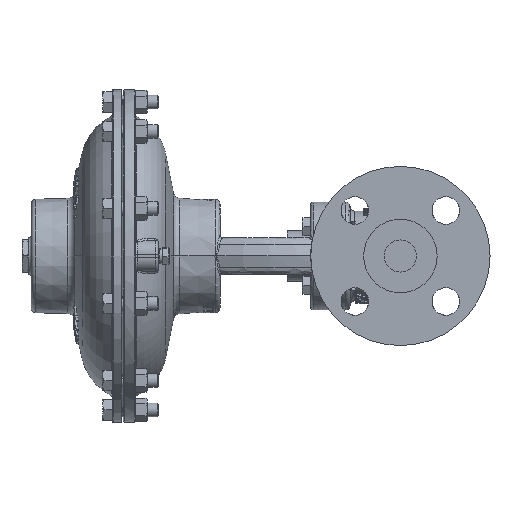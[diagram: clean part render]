
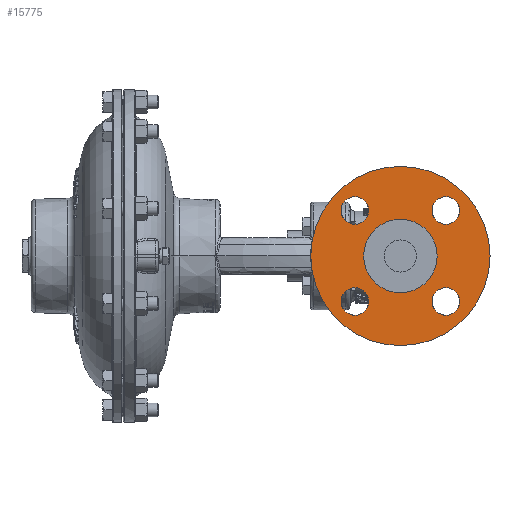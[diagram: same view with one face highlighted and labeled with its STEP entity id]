
A CAD part, left-side view. The second image highlights one B-rep face of the part: STEP entity #15775.
In plain terms, the highlighted planar face has unit normal (-1, 0, 0).
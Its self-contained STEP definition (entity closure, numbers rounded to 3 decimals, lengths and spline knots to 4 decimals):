
#2610 = VERTEX_POINT ( 'NONE', #61050 ) ;
#8535 = CARTESIAN_POINT ( 'NONE',  ( -3.875, -2.1894, -1.2374 ) ) ;
#15775 = ADVANCED_FACE ( 'NONE', ( #128977, #93655, #34002, #61955, #30267, #153068 ), #34275, .T. ) ;
#16011 = EDGE_CURVE ( 'NONE', #83386, #33020, #78747, .T. ) ;
#17623 = CIRCLE ( 'NONE', #114026, 0.375 ) ;
#17837 = CIRCLE ( 'NONE', #38040, 0.375 ) ;
#18103 = CARTESIAN_POINT ( 'NONE',  ( -3.875, -0.952, 0. ) ) ;
#20483 = DIRECTION ( 'NONE',  ( 0., 0., 1. ) ) ;
#20848 = CARTESIAN_POINT ( 'NONE',  ( -3.875, -0.952, 0. ) ) ;
#21149 = ORIENTED_EDGE ( 'NONE', *, *, #137853, .F. ) ;
#21935 = EDGE_CURVE ( 'NONE', #25415, #33412, #120752, .T. ) ;
#23448 = DIRECTION ( 'NONE',  ( -1., 0., 0. ) ) ;
#25415 = VERTEX_POINT ( 'NONE', #148733 ) ;
#25738 = ORIENTED_EDGE ( 'NONE', *, *, #93763, .T. ) ;
#28375 = VERTEX_POINT ( 'NONE', #105677 ) ;
#29116 = CARTESIAN_POINT ( 'NONE',  ( -3.875, -2.1894, 1.2374 ) ) ;
#29955 = DIRECTION ( 'NONE',  ( 0., 0., 1. ) ) ;
#30267 = FACE_BOUND ( 'NONE', #80979, .T. ) ;
#30556 = AXIS2_PLACEMENT_3D ( 'NONE', #50997, #134188, #62981 ) ;
#31589 = AXIS2_PLACEMENT_3D ( 'NONE', #29116, #112392, #41072 ) ;
#32625 = VERTEX_POINT ( 'NONE', #103466 ) ;
#32736 = DIRECTION ( 'NONE',  ( 0., 0., 1. ) ) ;
#33020 = VERTEX_POINT ( 'NONE', #50735 ) ;
#33412 = VERTEX_POINT ( 'NONE', #79379 ) ;
#33666 = CARTESIAN_POINT ( 'NONE',  ( -3.875, 0.2854, 1.6124 ) ) ;
#33916 = VERTEX_POINT ( 'NONE', #33666 ) ;
#34002 = FACE_BOUND ( 'NONE', #86616, .T. ) ;
#34275 = PLANE ( 'NONE',  #60360 ) ;
#34789 = DIRECTION ( 'NONE',  ( 0., 0., -1. ) ) ;
#37345 = DIRECTION ( 'NONE',  ( -1., 0., 0. ) ) ;
#38040 = AXIS2_PLACEMENT_3D ( 'NONE', #125059, #53837, #137019 ) ;
#38640 = AXIS2_PLACEMENT_3D ( 'NONE', #94766, #23448, #106724 ) ;
#41072 = DIRECTION ( 'NONE',  ( 0., 0., 1. ) ) ;
#44850 = CARTESIAN_POINT ( 'NONE',  ( -3.875, -2.1894, -1.2374 ) ) ;
#49850 = CIRCLE ( 'NONE', #86148, 2.4375 ) ;
#49893 = EDGE_CURVE ( 'NONE', #33916, #2610, #108960, .T. ) ;
#50735 = CARTESIAN_POINT ( 'NONE',  ( -3.875, -0.952, 1. ) ) ;
#50997 = CARTESIAN_POINT ( 'NONE',  ( -3.875, 0.2854, 1.2374 ) ) ;
#51537 = CARTESIAN_POINT ( 'NONE',  ( -3.875, 0.2854, -1.6124 ) ) ;
#52724 = VERTEX_POINT ( 'NONE', #154109 ) ;
#53837 = DIRECTION ( 'NONE',  ( -1., 0., 0. ) ) ;
#54397 = DIRECTION ( 'NONE',  ( -1., 0., 0. ) ) ;
#55939 = DIRECTION ( 'NONE',  ( -1., 0., 0. ) ) ;
#56506 = CIRCLE ( 'NONE', #58570, 0.375 ) ;
#56858 = DIRECTION ( 'NONE',  ( 0., 0., 1. ) ) ;
#58570 = AXIS2_PLACEMENT_3D ( 'NONE', #108715, #37345, #120619 ) ;
#60360 = AXIS2_PLACEMENT_3D ( 'NONE', #117563, #106160, #34789 ) ;
#61050 = CARTESIAN_POINT ( 'NONE',  ( -3.875, 0.2854, 0.8624 ) ) ;
#61955 = FACE_BOUND ( 'NONE', #73598, .T. ) ;
#62981 = DIRECTION ( 'NONE',  ( 0., 0., 1. ) ) ;
#65889 = ORIENTED_EDGE ( 'NONE', *, *, #83051, .T. ) ;
#66614 = DIRECTION ( 'NONE',  ( -1., 0., 0. ) ) ;
#67791 = CIRCLE ( 'NONE', #31589, 0.375 ) ;
#69380 = VERTEX_POINT ( 'NONE', #51537 ) ;
#71353 = AXIS2_PLACEMENT_3D ( 'NONE', #137819, #66614, #149730 ) ;
#71542 = EDGE_LOOP ( 'NONE', ( #112388, #83958 ) ) ;
#72469 = EDGE_CURVE ( 'NONE', #146622, #133184, #67791, .T. ) ;
#73598 = EDGE_LOOP ( 'NONE', ( #130617, #21149 ) ) ;
#73868 = ORIENTED_EDGE ( 'NONE', *, *, #16011, .F. ) ;
#76336 = AXIS2_PLACEMENT_3D ( 'NONE', #125621, #54397, #137574 ) ;
#78747 = CIRCLE ( 'NONE', #76336, 1. ) ;
#79272 = CIRCLE ( 'NONE', #110848, 0.375 ) ;
#79379 = CARTESIAN_POINT ( 'NONE',  ( -3.875, -2.1894, -0.8624 ) ) ;
#80520 = CARTESIAN_POINT ( 'NONE',  ( -3.875, -2.1894, 0.8624 ) ) ;
#80979 = EDGE_LOOP ( 'NONE', ( #132382, #73868 ) ) ;
#83051 = EDGE_CURVE ( 'NONE', #52724, #28375, #49850, .T. ) ;
#83386 = VERTEX_POINT ( 'NONE', #85276 ) ;
#83958 = ORIENTED_EDGE ( 'NONE', *, *, #72469, .F. ) ;
#84611 = EDGE_LOOP ( 'NONE', ( #117427, #120062 ) ) ;
#85276 = CARTESIAN_POINT ( 'NONE',  ( -3.875, -0.952, -1. ) ) ;
#85287 = EDGE_LOOP ( 'NONE', ( #25738, #65889 ) ) ;
#86148 = AXIS2_PLACEMENT_3D ( 'NONE', #20848, #104085, #32736 ) ;
#86616 = EDGE_LOOP ( 'NONE', ( #127251, #110844 ) ) ;
#89467 = EDGE_CURVE ( 'NONE', #32625, #69380, #56506, .T. ) ;
#91200 = EDGE_CURVE ( 'NONE', #33020, #83386, #132525, .T. ) ;
#91757 = DIRECTION ( 'NONE',  ( -1., 0., 0. ) ) ;
#93655 = FACE_BOUND ( 'NONE', #84611, .T. ) ;
#93763 = EDGE_CURVE ( 'NONE', #28375, #52724, #147119, .T. ) ;
#94766 = CARTESIAN_POINT ( 'NONE',  ( -3.875, -0.952, 0. ) ) ;
#101323 = DIRECTION ( 'NONE',  ( -1., 0., 0. ) ) ;
#103466 = CARTESIAN_POINT ( 'NONE',  ( -3.875, 0.2854, -0.8624 ) ) ;
#104085 = DIRECTION ( 'NONE',  ( -1., 0., 0. ) ) ;
#105677 = CARTESIAN_POINT ( 'NONE',  ( -3.875, -0.952, 2.4375 ) ) ;
#106160 = DIRECTION ( 'NONE',  ( -1., 0., 0. ) ) ;
#106724 = DIRECTION ( 'NONE',  ( 0., 0., 1. ) ) ;
#108715 = CARTESIAN_POINT ( 'NONE',  ( -3.875, 0.2854, -1.2374 ) ) ;
#108960 = CIRCLE ( 'NONE', #71353, 0.375 ) ;
#110844 = ORIENTED_EDGE ( 'NONE', *, *, #131691, .F. ) ;
#110848 = AXIS2_PLACEMENT_3D ( 'NONE', #8535, #91757, #20483 ) ;
#111611 = AXIS2_PLACEMENT_3D ( 'NONE', #18103, #101323, #29955 ) ;
#112388 = ORIENTED_EDGE ( 'NONE', *, *, #112693, .F. ) ;
#112392 = DIRECTION ( 'NONE',  ( -1., 0., 0. ) ) ;
#112693 = EDGE_CURVE ( 'NONE', #133184, #146622, #17837, .T. ) ;
#114026 = AXIS2_PLACEMENT_3D ( 'NONE', #127138, #55939, #139123 ) ;
#117427 = ORIENTED_EDGE ( 'NONE', *, *, #128113, .F. ) ;
#117563 = CARTESIAN_POINT ( 'NONE',  ( -3.875, 1.4855, 0. ) ) ;
#120062 = ORIENTED_EDGE ( 'NONE', *, *, #21935, .F. ) ;
#120619 = DIRECTION ( 'NONE',  ( 0., 0., 1. ) ) ;
#120752 = CIRCLE ( 'NONE', #131395, 0.375 ) ;
#124716 = CIRCLE ( 'NONE', #30556, 0.375 ) ;
#125059 = CARTESIAN_POINT ( 'NONE',  ( -3.875, -2.1894, 1.2374 ) ) ;
#125621 = CARTESIAN_POINT ( 'NONE',  ( -3.875, -0.952, 0. ) ) ;
#127138 = CARTESIAN_POINT ( 'NONE',  ( -3.875, 0.2854, -1.2374 ) ) ;
#127251 = ORIENTED_EDGE ( 'NONE', *, *, #89467, .F. ) ;
#128077 = DIRECTION ( 'NONE',  ( -1., 0., 0. ) ) ;
#128113 = EDGE_CURVE ( 'NONE', #33412, #25415, #79272, .T. ) ;
#128977 = FACE_BOUND ( 'NONE', #71542, .T. ) ;
#130617 = ORIENTED_EDGE ( 'NONE', *, *, #49893, .F. ) ;
#131395 = AXIS2_PLACEMENT_3D ( 'NONE', #44850, #128077, #56858 ) ;
#131691 = EDGE_CURVE ( 'NONE', #69380, #32625, #17623, .T. ) ;
#132382 = ORIENTED_EDGE ( 'NONE', *, *, #91200, .F. ) ;
#132525 = CIRCLE ( 'NONE', #38640, 1. ) ;
#133184 = VERTEX_POINT ( 'NONE', #145225 ) ;
#134188 = DIRECTION ( 'NONE',  ( -1., 0., 0. ) ) ;
#137019 = DIRECTION ( 'NONE',  ( 0., 0., 1. ) ) ;
#137574 = DIRECTION ( 'NONE',  ( 0., 0., 1. ) ) ;
#137819 = CARTESIAN_POINT ( 'NONE',  ( -3.875, 0.2854, 1.2374 ) ) ;
#137853 = EDGE_CURVE ( 'NONE', #2610, #33916, #124716, .T. ) ;
#139123 = DIRECTION ( 'NONE',  ( 0., 0., 1. ) ) ;
#145225 = CARTESIAN_POINT ( 'NONE',  ( -3.875, -2.1894, 1.6124 ) ) ;
#146622 = VERTEX_POINT ( 'NONE', #80520 ) ;
#147119 = CIRCLE ( 'NONE', #111611, 2.4375 ) ;
#148733 = CARTESIAN_POINT ( 'NONE',  ( -3.875, -2.1894, -1.6124 ) ) ;
#149730 = DIRECTION ( 'NONE',  ( 0., 0., 1. ) ) ;
#153068 = FACE_OUTER_BOUND ( 'NONE', #85287, .T. ) ;
#154109 = CARTESIAN_POINT ( 'NONE',  ( -3.875, -0.952, -2.4375 ) ) ;
